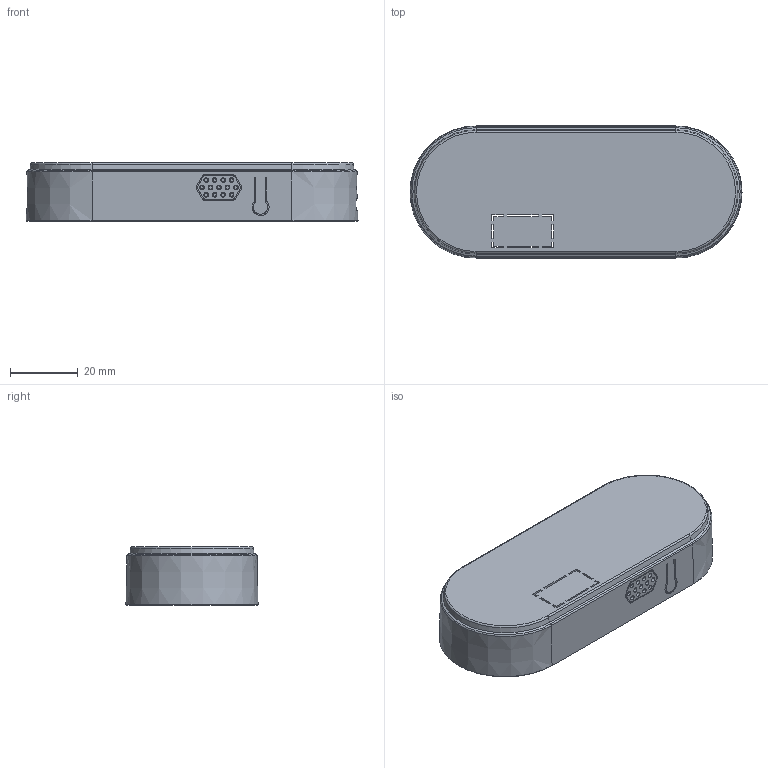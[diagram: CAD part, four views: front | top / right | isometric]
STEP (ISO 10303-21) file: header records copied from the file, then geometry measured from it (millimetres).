
FILE_DESCRIPTION((''),'2;1');
FILE_NAME('066_T-EMBED_COV-A5','2022-09-17T09:39:16',('123456'),(''),'CREO PARAMETRIC BY PTC INC, 2019080','CREO PARAMETRIC BY PTC INC, 2019080','');
FILE_SCHEMA(('AUTOMOTIVE_DESIGN { 1 0 10303 214 1 1 1 1 }'));
Length unit declared in the file: millimetre
Products named in the file (1): 066_T-EMBED_COV-A5
Bounding box: 97.99 x 38.99 x 17.3 mm (x, y, z)
Volume: 12304 mm3; surface area: 15690.5 mm2
Topology: 1 solids, 1 shells, 264 faces, 749 edges, 486 vertices
Faces by surface type: plane 171, cone 65, cylinder 14, bspline 6, extrusion 4, torus 4
Entity records: 11223 total; most frequent: CARTESIAN_POINT 4347, ORIENTED_EDGE 1498, DIRECTION 1233, EDGE_CURVE 749, VECTOR 543, LINE 539, VERTEX_POINT 486, AXIS2_PLACEMENT_3D 345
